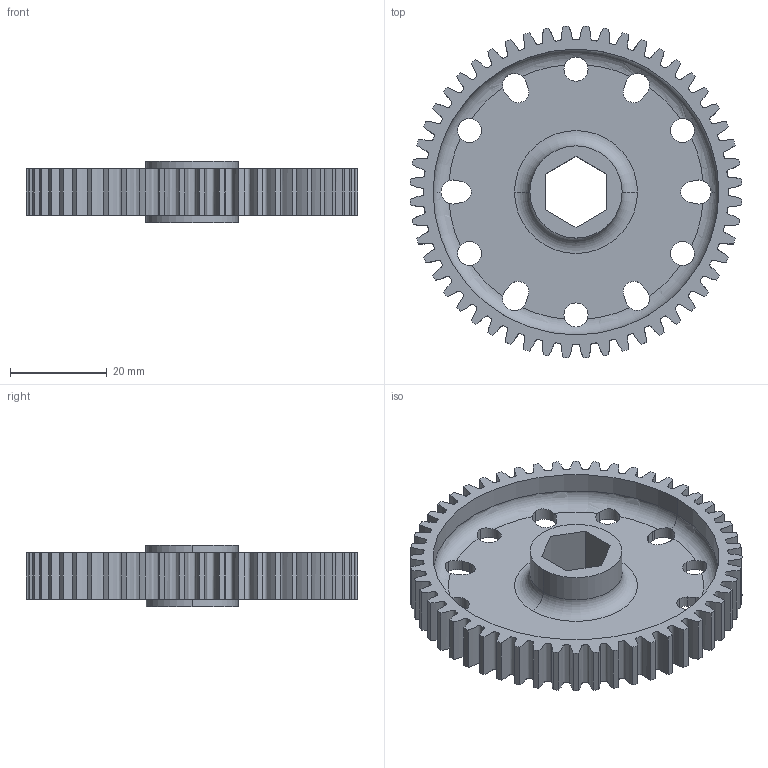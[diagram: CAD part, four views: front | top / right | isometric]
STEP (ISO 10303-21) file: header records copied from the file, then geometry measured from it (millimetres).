
FILE_DESCRIPTION (( 'STEP AP214' ), '1' );
FILE_NAME ('WCP-1143.step', '2025-02-12T21:01:36', ( '' ), ( '' ), 'SwSTEP 2.0', 'SolidWorks 2022', '' );
FILE_SCHEMA (( 'AUTOMOTIVE_DESIGN' ));
Length unit declared in the file: inch
Products named in the file (1): WCP-1143
Bounding box: 68.51 x 68.51 x 12.65 mm (x, y, z)
Volume: 14764.2 mm3; surface area: 12677.1 mm2
Topology: 1 solids, 1 shells, 319 faces, 932 edges, 620 vertices
Faces by surface type: plane 128, bspline 96, cylinder 91, torus 4
Entity records: 27408 total; most frequent: CARTESIAN_POINT 19366, ORIENTED_EDGE 1864, DIRECTION 1370, EDGE_CURVE 932, VERTEX_POINT 620, VECTOR 514, LINE 514, AXIS2_PLACEMENT_3D 428
